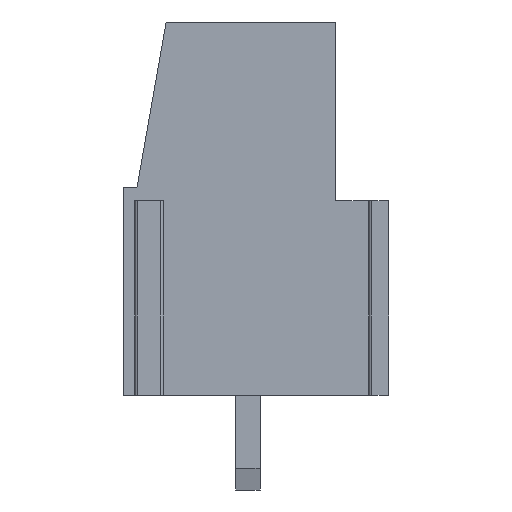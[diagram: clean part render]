
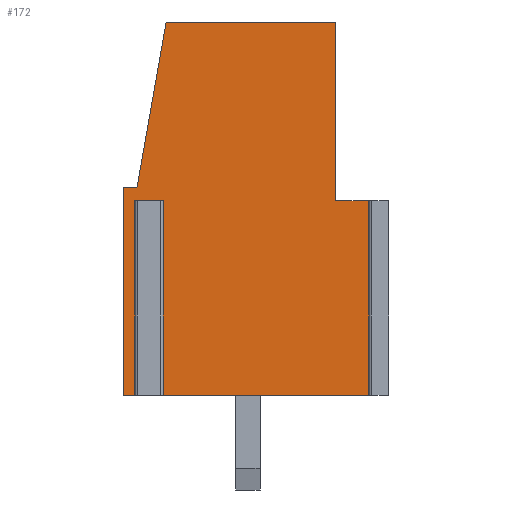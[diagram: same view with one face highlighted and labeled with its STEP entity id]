
A CAD part, left-side view. The second image highlights one B-rep face of the part: STEP entity #172.
In plain terms, the highlighted planar face has unit normal (-1, 0, 0).
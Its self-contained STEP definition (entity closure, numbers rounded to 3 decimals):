
#172 = ADVANCED_FACE( '', ( #402 ), #403, .F. );
#402 = FACE_OUTER_BOUND( '', #688, .T. );
#403 = PLANE( '', #689 );
#688 = EDGE_LOOP( '', ( #1103, #1104, #1105, #1106, #1107, #1108, #1109, #1110, #1111, #1112, #1113, #1114 ) );
#689 = AXIS2_PLACEMENT_3D( '', #1115, #1116, #1117 );
#1103 = ORIENTED_EDGE( '', *, *, #1818, .T. );
#1104 = ORIENTED_EDGE( '', *, *, #1819, .T. );
#1105 = ORIENTED_EDGE( '', *, *, #1714, .T. );
#1106 = ORIENTED_EDGE( '', *, *, #1740, .F. );
#1107 = ORIENTED_EDGE( '', *, *, #1820, .T. );
#1108 = ORIENTED_EDGE( '', *, *, #1821, .F. );
#1109 = ORIENTED_EDGE( '', *, *, #1822, .T. );
#1110 = ORIENTED_EDGE( '', *, *, #1734, .F. );
#1111 = ORIENTED_EDGE( '', *, *, #1823, .T. );
#1112 = ORIENTED_EDGE( '', *, *, #1824, .T. );
#1113 = ORIENTED_EDGE( '', *, *, #1825, .T. );
#1114 = ORIENTED_EDGE( '', *, *, #1826, .T. );
#1115 = CARTESIAN_POINT( '', ( -10.16, 2., -5.23 ) );
#1116 = DIRECTION( '', ( 1., 0., 0. ) );
#1117 = DIRECTION( '', ( 0., -1., 0. ) );
#1714 = EDGE_CURVE( '', #2046, #2043, #2047, .T. );
#1734 = EDGE_CURVE( '', #2079, #2081, #2082, .T. );
#1740 = EDGE_CURVE( '', #2091, #2043, #2093, .T. );
#1818 = EDGE_CURVE( '', #2221, #2222, #2223, .T. );
#1819 = EDGE_CURVE( '', #2222, #2046, #2224, .T. );
#1820 = EDGE_CURVE( '', #2091, #2225, #2226, .T. );
#1821 = EDGE_CURVE( '', #2227, #2225, #2228, .T. );
#1822 = EDGE_CURVE( '', #2227, #2081, #2229, .T. );
#1823 = EDGE_CURVE( '', #2079, #2230, #2231, .T. );
#1824 = EDGE_CURVE( '', #2230, #2232, #2233, .T. );
#1825 = EDGE_CURVE( '', #2232, #2234, #2235, .T. );
#1826 = EDGE_CURVE( '', #2234, #2221, #2236, .T. );
#2043 = VERTEX_POINT( '', #2510 );
#2046 = VERTEX_POINT( '', #2514 );
#2047 = LINE( '', #2515, #2516 );
#2079 = VERTEX_POINT( '', #2562 );
#2081 = VERTEX_POINT( '', #2565 );
#2082 = LINE( '', #2566, #2567 );
#2091 = VERTEX_POINT( '', #2578 );
#2093 = LINE( '', #2581, #2582 );
#2221 = VERTEX_POINT( '', #2768 );
#2222 = VERTEX_POINT( '', #2769 );
#2223 = LINE( '', #2770, #2771 );
#2224 = LINE( '', #2772, #2773 );
#2225 = VERTEX_POINT( '', #2774 );
#2226 = LINE( '', #2775, #2776 );
#2227 = VERTEX_POINT( '', #2777 );
#2228 = LINE( '', #2778, #2779 );
#2229 = LINE( '', #2780, #2781 );
#2230 = VERTEX_POINT( '', #2782 );
#2231 = LINE( '', #2783, #2784 );
#2232 = VERTEX_POINT( '', #2785 );
#2233 = LINE( '', #2786, #2787 );
#2234 = VERTEX_POINT( '', #2788 );
#2235 = LINE( '', #2789, #2790 );
#2236 = LINE( '', #2791, #2792 );
#2510 = CARTESIAN_POINT( '', ( -10.16, 0., 0. ) );
#2514 = CARTESIAN_POINT( '', ( -10.16, 0., 7.7 ) );
#2515 = CARTESIAN_POINT( '', ( -10.16, 0., -11.5 ) );
#2516 = VECTOR( '', #3116, 1000. );
#2562 = CARTESIAN_POINT( '', ( -10.16, -9.346, 0. ) );
#2565 = CARTESIAN_POINT( '', ( -10.16, -1.204, 0. ) );
#2566 = CARTESIAN_POINT( '', ( -10.16, 0., 0. ) );
#2567 = VECTOR( '', #3135, 1000. );
#2578 = CARTESIAN_POINT( '', ( -10.16, -0.696, 0. ) );
#2581 = CARTESIAN_POINT( '', ( -10.16, 0., 0. ) );
#2582 = VECTOR( '', #3145, 1000. );
#2768 = CARTESIAN_POINT( '', ( -10.16, -1.576, 13.8 ) );
#2769 = CARTESIAN_POINT( '', ( -10.16, -0.5, 7.7 ) );
#2770 = CARTESIAN_POINT( '', ( -10.16, 2.885, -11.5 ) );
#2771 = VECTOR( '', #3222, 1000. );
#2772 = CARTESIAN_POINT( '', ( -10.16, 0., 7.7 ) );
#2773 = VECTOR( '', #3223, 1000. );
#2774 = CARTESIAN_POINT( '', ( -10.16, -0.696, 7.2 ) );
#2775 = CARTESIAN_POINT( '', ( -10.16, -0.696, -11.5 ) );
#2776 = VECTOR( '', #3224, 1000. );
#2777 = CARTESIAN_POINT( '', ( -10.16, -1.204, 7.2 ) );
#2778 = CARTESIAN_POINT( '', ( -10.16, 0., 7.2 ) );
#2779 = VECTOR( '', #3225, 1000. );
#2780 = CARTESIAN_POINT( '', ( -10.16, -1.204, -11.5 ) );
#2781 = VECTOR( '', #3226, 1000. );
#2782 = CARTESIAN_POINT( '', ( -10.16, -9.346, 7.2 ) );
#2783 = CARTESIAN_POINT( '', ( -10.16, -9.346, -11.5 ) );
#2784 = VECTOR( '', #3227, 1000. );
#2785 = CARTESIAN_POINT( '', ( -10.16, -7.85, 7.2 ) );
#2786 = CARTESIAN_POINT( '', ( -10.16, 0., 7.2 ) );
#2787 = VECTOR( '', #3228, 1000. );
#2788 = CARTESIAN_POINT( '', ( -10.16, -7.85, 13.8 ) );
#2789 = CARTESIAN_POINT( '', ( -10.16, -7.85, -11.5 ) );
#2790 = VECTOR( '', #3229, 1000. );
#2791 = CARTESIAN_POINT( '', ( -10.16, 0., 13.8 ) );
#2792 = VECTOR( '', #3230, 1000. );
#3116 = DIRECTION( '', ( 0., 0., -1. ) );
#3135 = DIRECTION( '', ( 0., 1., 0. ) );
#3145 = DIRECTION( '', ( 0., 1., 0. ) );
#3222 = DIRECTION( '', ( 0., 0.174, -0.985 ) );
#3223 = DIRECTION( '', ( 0., 1., 0. ) );
#3224 = DIRECTION( '', ( 0., 0., 1. ) );
#3225 = DIRECTION( '', ( 0., 1., 0. ) );
#3226 = DIRECTION( '', ( 0., 0., -1. ) );
#3227 = DIRECTION( '', ( 0., 0., 1. ) );
#3228 = DIRECTION( '', ( 0., 1., 0. ) );
#3229 = DIRECTION( '', ( 0., 0., 1. ) );
#3230 = DIRECTION( '', ( 0., 1., 0. ) );
